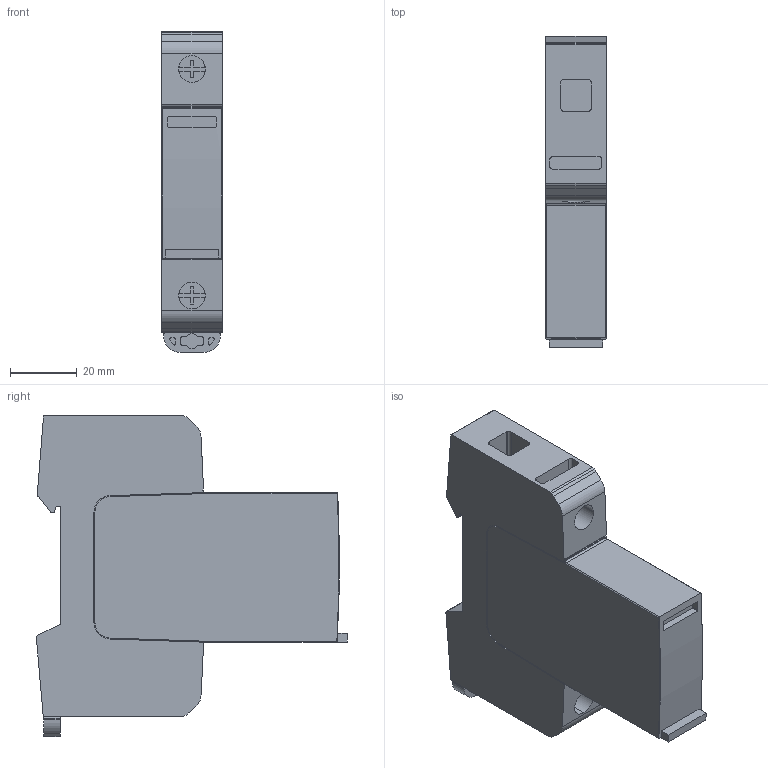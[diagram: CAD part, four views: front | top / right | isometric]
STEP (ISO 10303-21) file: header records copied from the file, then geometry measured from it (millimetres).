
FILE_DESCRIPTION((''),'2;1');
FILE_NAME('NWEGEN_CUSTOMER_1P0_T1','2018-06-22T13:37:41',('Sebastjan.kamensek'),('Audax d.o.o.'),'CREO PARAMETRIC BY PTC INC, 2017260','CREO PARAMETRIC BY PTC INC, 2017260','');
FILE_SCHEMA(('AP242_MANAGED_MODEL_BASED_3D_ENGINEERING_MIM_LF { 1 0 10303 442 1 1 4 }'));
Length unit declared in the file: millimetre
Products named in the file (1): NWEGEN_CUSTOMER_1P0_T1
Bounding box: 18 x 93.29 x 96.23 mm (x, y, z)
Volume: 104352.1 mm3; surface area: 20804.2 mm2
Topology: 1 solids, 2 shells, 219 faces, 604 edges, 399 vertices
Faces by surface type: plane 131, cylinder 46, extrusion 40, cone 2
Entity records: 8055 total; most frequent: CARTESIAN_POINT 2168, ORIENTED_EDGE 1212, DIRECTION 1013, EDGE_CURVE 606, VECTOR 449, LINE 409, VERTEX_POINT 399, COLOUR_RGB 317
